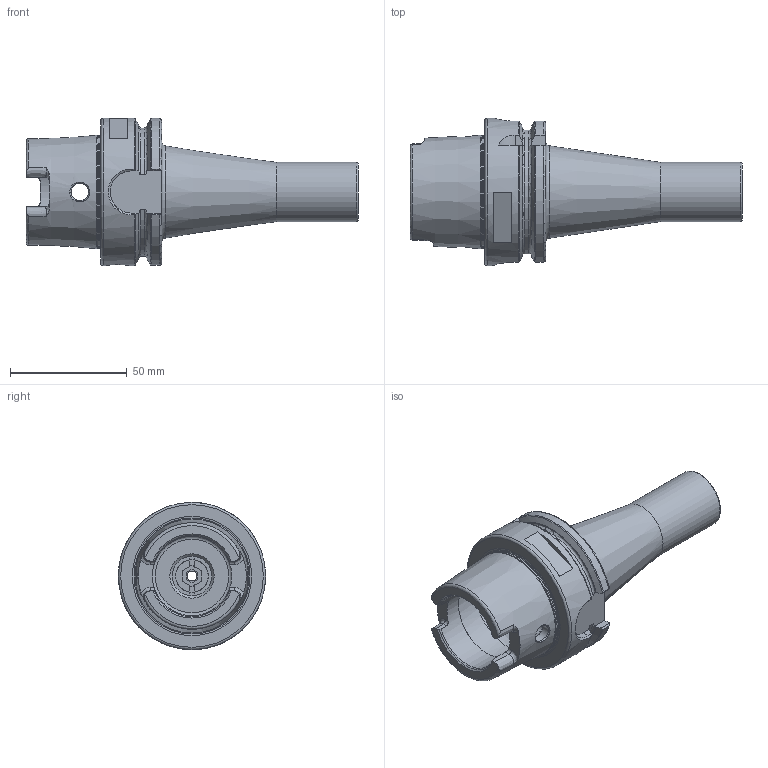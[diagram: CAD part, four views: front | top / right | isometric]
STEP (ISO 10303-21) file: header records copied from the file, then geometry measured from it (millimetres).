
FILE_DESCRIPTION(/* description */ (''),/* implementation_level */ '2;1');
FILE_NAME(/* name */ 'HSK063A-MX12-110-N v1.step',/* time_stamp */ '2023-04-29T17:45:01-05:00',/* author */ (''),/* organization */ (''),/* preprocessor_version */ 'ST-DEVELOPER v19.2',/* originating_system */ 'Autodesk Translation Framework v11.17.0.187',/* authorisation */ '');
FILE_SCHEMA (('AUTOMOTIVE_DESIGN { 1 0 10303 214 3 1 1 }'));
Length unit declared in the file: millimetre
Products named in the file (1): HSK063A-MX12-110-N
Bounding box: 142 x 63 x 63 mm (x, y, z)
Volume: 125939.3 mm3; surface area: 36403 mm2
Topology: 3 solids, 3 shells, 173 faces, 453 edges, 298 vertices
Faces by surface type: plane 76, cylinder 34, torus 26, cone 24, bspline 13
Full cylindrical faces by diameter (mm): 4 x1, 7.5 x2, 10 x2, 10.5 x1, 13 x1, 13.7 x1, 14 x2, 15.875 x1, 16 x1, 16.5 x1, 17 x1, 17.5 x1, 19 x1, 25.4 x1, 34 x2, 40 x1, 48.241 x1, 63 x1
Entity records: 6788 total; most frequent: CARTESIAN_POINT 2653, ORIENTED_EDGE 906, DIRECTION 794, EDGE_CURVE 453, AXIS2_PLACEMENT_3D 313, VERTEX_POINT 298, EDGE_LOOP 195, FACE_OUTER_BOUND 173
